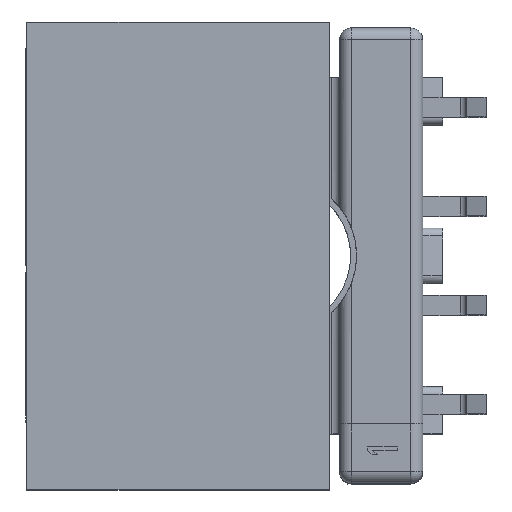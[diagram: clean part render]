
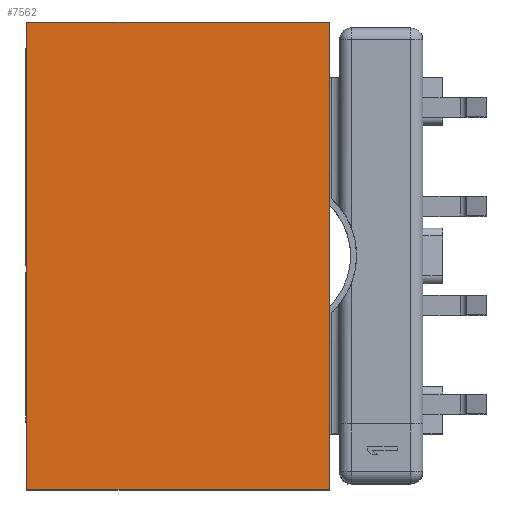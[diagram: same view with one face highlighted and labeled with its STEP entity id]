
A CAD part, top view. The second image highlights one B-rep face of the part: STEP entity #7562.
In plain terms, the highlighted planar face has unit normal (0, 0, 1).
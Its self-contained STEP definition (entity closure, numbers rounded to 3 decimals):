
#795=FACE_OUTER_BOUND('',#1238,.T.);
#1238=EDGE_LOOP('',(#5976,#5977,#5978,#5979));
#1825=LINE('',#12483,#2592);
#1831=LINE('',#12496,#2598);
#1848=LINE('',#12582,#2615);
#1849=LINE('',#12583,#2616);
#2592=VECTOR('',#8899,10.);
#2598=VECTOR('',#8909,10.);
#2615=VECTOR('',#8936,10.);
#2616=VECTOR('',#8937,10.);
#3363=VERTEX_POINT('',#12479);
#3365=VERTEX_POINT('',#12482);
#3368=VERTEX_POINT('',#12490);
#3370=VERTEX_POINT('',#12494);
#4281=EDGE_CURVE('',#3363,#3365,#1825,.T.);
#4287=EDGE_CURVE('',#3368,#3370,#1831,.T.);
#4312=EDGE_CURVE('',#3368,#3363,#1848,.T.);
#4313=EDGE_CURVE('',#3365,#3370,#1849,.T.);
#5976=ORIENTED_EDGE('',*,*,#4312,.F.);
#5977=ORIENTED_EDGE('',*,*,#4287,.T.);
#5978=ORIENTED_EDGE('',*,*,#4313,.F.);
#5979=ORIENTED_EDGE('',*,*,#4281,.F.);
#7221=PLANE('',#7932);
#7562=ADVANCED_FACE('',(#795),#7221,.T.);
#7932=AXIS2_PLACEMENT_3D('',#12581,#8934,#8935);
#8899=DIRECTION('',(0.,1.,0.));
#8909=DIRECTION('',(0.,1.,0.));
#8934=DIRECTION('center_axis',(0.,0.,1.));
#8935=DIRECTION('ref_axis',(1.,0.,0.));
#8936=DIRECTION('',(-1.,0.,0.));
#8937=DIRECTION('',(1.,0.,0.));
#12479=CARTESIAN_POINT('',(-7.9,-0.15,-0.5));
#12482=CARTESIAN_POINT('',(-7.9,11.65,-0.5));
#12483=CARTESIAN_POINT('',(-7.9,-0.15,-0.5));
#12490=CARTESIAN_POINT('',(-0.25,-0.15,-0.5));
#12494=CARTESIAN_POINT('',(-0.25,11.65,-0.5));
#12496=CARTESIAN_POINT('',(-0.25,-0.15,-0.5));
#12581=CARTESIAN_POINT('Origin',(-7.9,-0.15,-0.5));
#12582=CARTESIAN_POINT('',(-0.25,-0.15,-0.5));
#12583=CARTESIAN_POINT('',(-0.25,11.65,-0.5));
